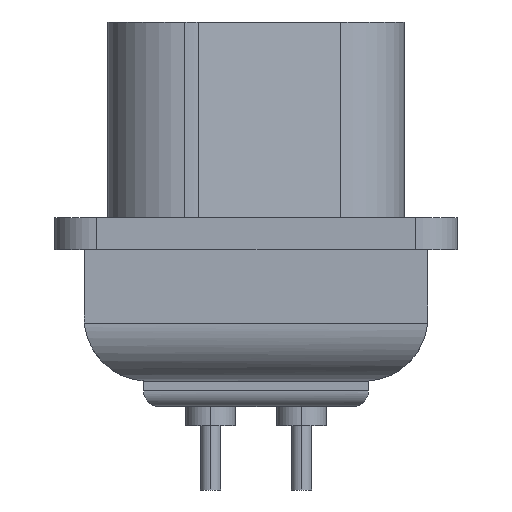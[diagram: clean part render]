
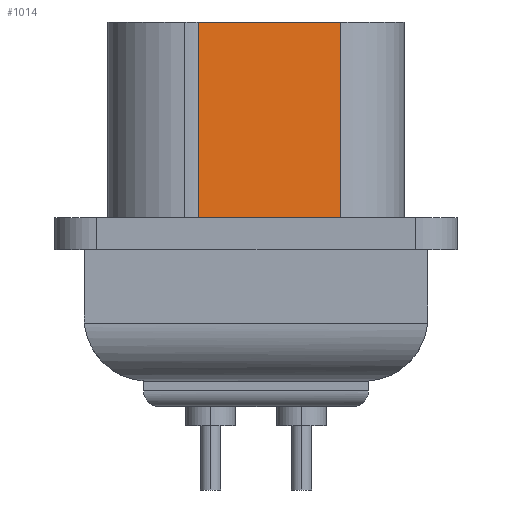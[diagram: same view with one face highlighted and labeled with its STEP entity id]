
A CAD part, left-side view. The second image highlights one B-rep face of the part: STEP entity #1014.
In plain terms, the highlighted planar face has unit normal (-0.985, -0.174, 0).
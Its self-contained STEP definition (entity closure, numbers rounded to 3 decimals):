
#139 = VERTEX_POINT('',#140);
#140 = CARTESIAN_POINT('',(-19.101,-2.637,0.2));
#147 = EDGE_CURVE('',#139,#148,#150,.T.);
#148 = VERTEX_POINT('',#149);
#149 = CARTESIAN_POINT('',(-19.884,1.803,0.2));
#150 = LINE('',#151,#152);
#151 = CARTESIAN_POINT('',(-19.234,-1.881,0.2));
#152 = VECTOR('',#153,1.);
#153 = DIRECTION('',(-0.174,0.985,0.));
#813 = VERTEX_POINT('',#814);
#814 = CARTESIAN_POINT('',(-19.101,-2.637,6.3));
#857 = VERTEX_POINT('',#858);
#858 = CARTESIAN_POINT('',(-19.884,1.803,6.3));
#865 = EDGE_CURVE('',#813,#857,#866,.T.);
#866 = LINE('',#867,#868);
#867 = CARTESIAN_POINT('',(-19.884,1.803,6.3));
#868 = VECTOR('',#869,1.);
#869 = DIRECTION('',(-0.174,0.985,0.));
#1004 = EDGE_CURVE('',#139,#813,#1005,.T.);
#1005 = LINE('',#1006,#1007);
#1006 = CARTESIAN_POINT('',(-19.101,-2.637,-0.2));
#1007 = VECTOR('',#1008,1.);
#1008 = DIRECTION('',(0.,0.,1.));
#1014 = ADVANCED_FACE('',(#1015),#1026,.T.);
#1015 = FACE_BOUND('',#1016,.T.);
#1016 = EDGE_LOOP('',(#1017,#1018,#1019,#1020));
#1017 = ORIENTED_EDGE('',*,*,#147,.F.);
#1018 = ORIENTED_EDGE('',*,*,#1004,.T.);
#1019 = ORIENTED_EDGE('',*,*,#865,.T.);
#1020 = ORIENTED_EDGE('',*,*,#1021,.F.);
#1021 = EDGE_CURVE('',#148,#857,#1022,.T.);
#1022 = LINE('',#1023,#1024);
#1023 = CARTESIAN_POINT('',(-19.884,1.803,-0.2));
#1024 = VECTOR('',#1025,1.);
#1025 = DIRECTION('',(0.,0.,1.));
#1026 = PLANE('',#1027);
#1027 = AXIS2_PLACEMENT_3D('',#1028,#1029,#1030);
#1028 = CARTESIAN_POINT('',(-19.492,-0.417,-0.2));
#1029 = DIRECTION('',(-0.985,-0.174,0.));
#1030 = DIRECTION('',(0.174,-0.985,0.));
